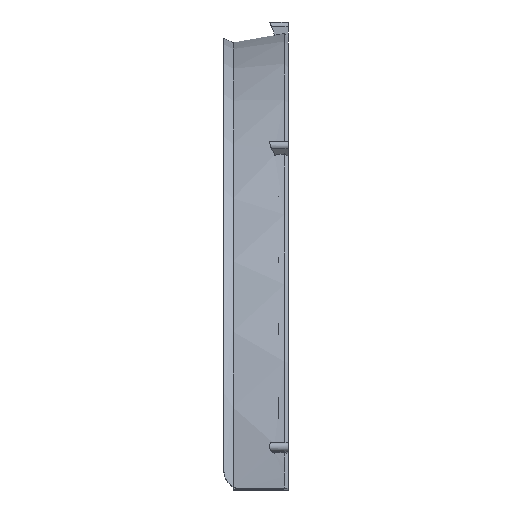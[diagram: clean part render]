
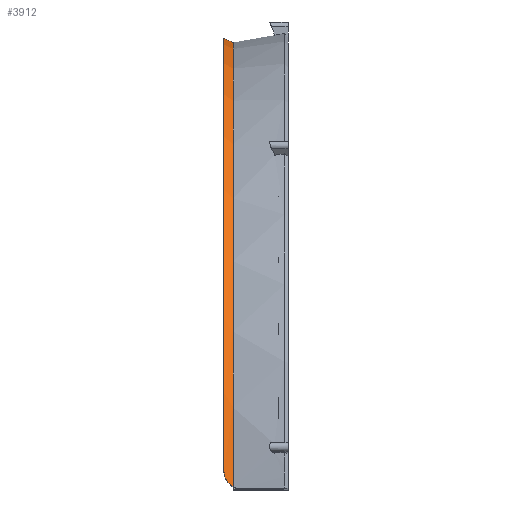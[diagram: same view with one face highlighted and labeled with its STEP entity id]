
A CAD part, left-side view. The second image highlights one B-rep face of the part: STEP entity #3912.
In plain terms, the highlighted conical face has half-angle 25 degrees and reference radius 107.384 mm.
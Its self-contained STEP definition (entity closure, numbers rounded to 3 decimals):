
#78 = CARTESIAN_POINT ( 'NONE',  ( -107.433, 14., 13.811 ) ) ;
#93 = ORIENTED_EDGE ( 'NONE', *, *, #1327, .T. ) ;
#163 = EDGE_LOOP ( 'NONE', ( #93, #3614, #2791, #4403 ) ) ;
#200 = CARTESIAN_POINT ( 'NONE',  ( -106.856, 12., 10.641 ) ) ;
#234 = DIRECTION ( 'NONE',  ( 0., 0., 1. ) ) ;
#491 = VECTOR ( 'NONE', #4060, 1000. ) ;
#504 = CARTESIAN_POINT ( 'NONE',  ( 0., 12., 107.384 ) ) ;
#586 = CARTESIAN_POINT ( 'NONE',  ( -107.444, 13.75, 12.766 ) ) ;
#642 = DIRECTION ( 'NONE',  ( 0., 1., 0. ) ) ;
#807 = AXIS2_PLACEMENT_3D ( 'NONE', #2569, #642, #4921 ) ;
#961 = CARTESIAN_POINT ( 'NONE',  ( -107.211, 12.927, 11.41 ) ) ;
#1022 = CIRCLE ( 'NONE', #3867, 107.384 ) ;
#1327 = EDGE_CURVE ( 'NONE', #2635, #1729, #1022, .T. ) ;
#1366 = CARTESIAN_POINT ( 'NONE',  ( -107.32, 13.255, 11.822 ) ) ;
#1450 = AXIS2_PLACEMENT_3D ( 'NONE', #3719, #2646, #234 ) ;
#1489 = CARTESIAN_POINT ( 'NONE',  ( 0., 12., 107.384 ) ) ;
#1729 = VERTEX_POINT ( 'NONE', #1489 ) ;
#1740 = CARTESIAN_POINT ( 'NONE',  ( -107.399, 13.532, 12.278 ) ) ;
#2033 = CARTESIAN_POINT ( 'NONE',  ( -107.386, 14., 14.171 ) ) ;
#2121 = CARTESIAN_POINT ( 'NONE',  ( -107.452, 13.809, 12.938 ) ) ;
#2255 = CONICAL_SURFACE ( 'NONE', #1450, 107.384, 0.436 ) ;
#2510 = CARTESIAN_POINT ( 'NONE',  ( -107.079, 12.563, 11.038 ) ) ;
#2569 = CARTESIAN_POINT ( 'NONE',  ( 0., 14., 0. ) ) ;
#2635 = VERTEX_POINT ( 'NONE', #4411 ) ;
#2646 = DIRECTION ( 'NONE',  ( 0., 1., 0. ) ) ;
#2758 = DIRECTION ( 'NONE',  ( 0., 1., 0. ) ) ;
#2791 = ORIENTED_EDGE ( 'NONE', *, *, #4000, .F. ) ;
#2794 = CARTESIAN_POINT ( 'NONE',  ( -107.455, 13.952, 13.458 ) ) ;
#2857 = CARTESIAN_POINT ( 'NONE',  ( 0., 14., 108.317 ) ) ;
#2998 = CIRCLE ( 'NONE', #807, 108.317 ) ;
#3316 = CARTESIAN_POINT ( 'NONE',  ( -107.418, 13.612, 12.437 ) ) ;
#3386 = B_SPLINE_CURVE_WITH_KNOTS ( 'NONE', 3,
 ( #4843, #78, #2794, #2121, #586, #3316, #1740, #4870, #1366, #4455, #961, #2510, #3689, #200 ),
 .UNSPECIFIED., .F., .F.,
 ( 4, 2, 2, 2, 2, 2, 4 ),
 ( 0., 0.001, 0.002, 0.002, 0.003, 0.003, 0.004 ),
 .UNSPECIFIED. ) ;
#3452 = EDGE_CURVE ( 'NONE', #1729, #3503, #3699, .T. ) ;
#3503 = VERTEX_POINT ( 'NONE', #2857 ) ;
#3614 = ORIENTED_EDGE ( 'NONE', *, *, #3452, .T. ) ;
#3689 = CARTESIAN_POINT ( 'NONE',  ( -106.974, 12.291, 10.821 ) ) ;
#3699 = LINE ( 'NONE', #504, #491 ) ;
#3719 = CARTESIAN_POINT ( 'NONE',  ( 0., 12., 0. ) ) ;
#3867 = AXIS2_PLACEMENT_3D ( 'NONE', #4649, #2758, #4265 ) ;
#3912 = ADVANCED_FACE ( 'NONE', ( #4172 ), #2255, .T. ) ;
#4000 = EDGE_CURVE ( 'NONE', #4708, #3503, #2998, .T. ) ;
#4060 = DIRECTION ( 'NONE',  ( 0., 0.906, 0.423 ) ) ;
#4172 = FACE_OUTER_BOUND ( 'NONE', #163, .T. ) ;
#4265 = DIRECTION ( 'NONE',  ( 0., 0., 1. ) ) ;
#4287 = EDGE_CURVE ( 'NONE', #4708, #2635, #3386, .T. ) ;
#4403 = ORIENTED_EDGE ( 'NONE', *, *, #4287, .T. ) ;
#4411 = CARTESIAN_POINT ( 'NONE',  ( -106.856, 12., 10.641 ) ) ;
#4455 = CARTESIAN_POINT ( 'NONE',  ( -107.25, 13.041, 11.542 ) ) ;
#4649 = CARTESIAN_POINT ( 'NONE',  ( 0., 12., 0. ) ) ;
#4708 = VERTEX_POINT ( 'NONE', #2033 ) ;
#4843 = CARTESIAN_POINT ( 'NONE',  ( -107.386, 14., 14.171 ) ) ;
#4870 = CARTESIAN_POINT ( 'NONE',  ( -107.35, 13.354, 11.971 ) ) ;
#4921 = DIRECTION ( 'NONE',  ( -0.996, 0., 0.094 ) ) ;
